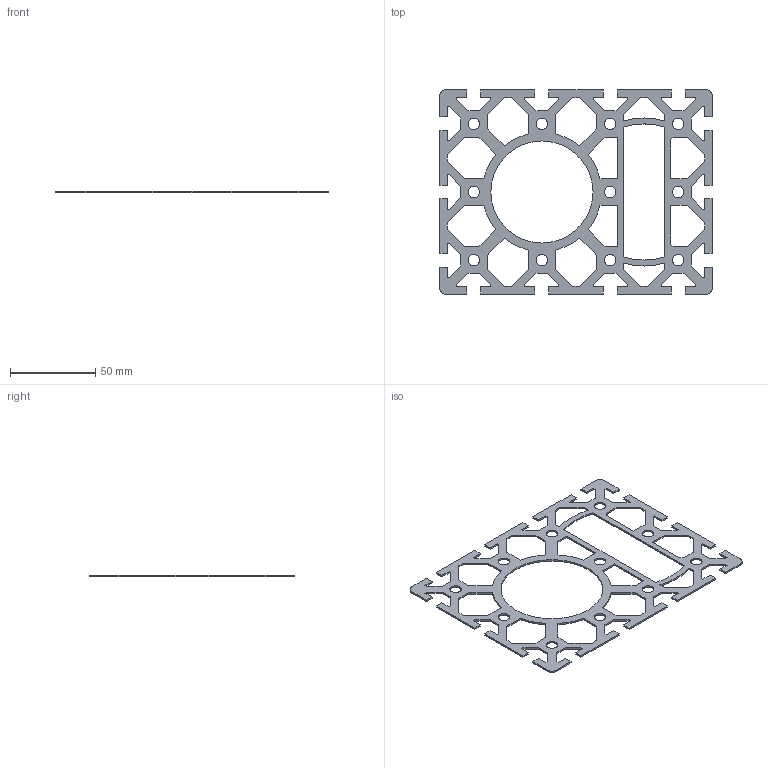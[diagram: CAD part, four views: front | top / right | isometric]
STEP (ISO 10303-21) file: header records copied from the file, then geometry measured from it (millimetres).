
FILE_DESCRIPTION((''),'2;1');
FILE_NAME('SP767_extern.ipt.step','2007-09-10T15:12:03',(''),(''),'Autodesk Inventor 11','Autodesk Inventor 11','');
FILE_SCHEMA(('AUTOMOTIVE_DESIGN { 1 0 10303 214 1 1 1 1 }'));
Length unit declared in the file: millimetre
Products named in the file (1): SP767_extern
Bounding box: 160 x 120 x 1 mm (x, y, z)
Volume: 7289.4 mm3; surface area: 17245.5 mm2
Topology: 1 solids, 1 shells, 244 faces, 738 edges, 496 vertices
Faces by surface type: plane 214, bspline 16, cylinder 14
Entity records: 8311 total; most frequent: CARTESIAN_POINT 1687, ORIENTED_EDGE 1428, DIRECTION 1228, EDGE_CURVE 714, VECTOR 658, LINE 658, VERTEX_POINT 484, EDGE_LOOP 306
